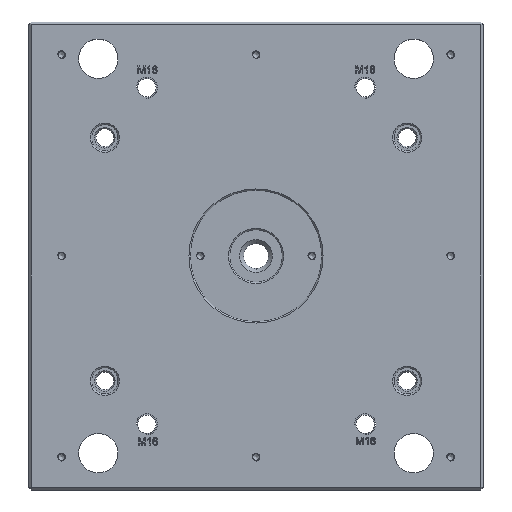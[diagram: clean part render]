
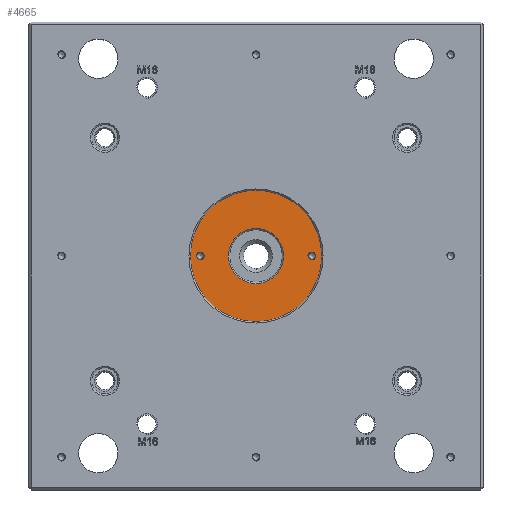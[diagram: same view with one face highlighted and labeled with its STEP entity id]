
A CAD part, top view. The second image highlights one B-rep face of the part: STEP entity #4665.
In plain terms, the highlighted planar face has unit normal (0, 0, 1).
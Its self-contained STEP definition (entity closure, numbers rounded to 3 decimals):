
#405=FACE_BOUND('',#6911,.T.);
#406=FACE_BOUND('',#6912,.T.);
#407=FACE_BOUND('',#6913,.T.);
#408=FACE_BOUND('',#6914,.T.);
#409=FACE_BOUND('',#6915,.T.);
#410=FACE_BOUND('',#6916,.T.);
#1376=LINE('',#27939,#2597);
#1378=LINE('',#27942,#2599);
#1388=LINE('',#27982,#2609);
#1390=LINE('',#27985,#2611);
#2597=VECTOR('',#21944,1.);
#2599=VECTOR('',#21948,1.);
#2609=VECTOR('',#21988,1.);
#2611=VECTOR('',#21992,1.);
#4665=ADVANCED_FACE('',(#405,#406,#407,#408,#409,#410),#5070,.F.);
#5070=PLANE('',#18611);
#6911=EDGE_LOOP('',(#11596,#11597,#11598,#11599));
#6912=EDGE_LOOP('',(#11600));
#6913=EDGE_LOOP('',(#11601));
#6914=EDGE_LOOP('',(#11602));
#6915=EDGE_LOOP('',(#11603,#11604,#11605,#11606));
#6916=EDGE_LOOP('',(#11607));
#11596=ORIENTED_EDGE('',*,*,#15325,.T.);
#11597=ORIENTED_EDGE('',*,*,#15321,.T.);
#11598=ORIENTED_EDGE('',*,*,#15323,.T.);
#11599=ORIENTED_EDGE('',*,*,#15312,.F.);
#11600=ORIENTED_EDGE('',*,*,#15347,.F.);
#11601=ORIENTED_EDGE('',*,*,#15911,.F.);
#11602=ORIENTED_EDGE('',*,*,#15348,.T.);
#11603=ORIENTED_EDGE('',*,*,#15345,.T.);
#11604=ORIENTED_EDGE('',*,*,#15341,.T.);
#11605=ORIENTED_EDGE('',*,*,#15343,.T.);
#11606=ORIENTED_EDGE('',*,*,#15332,.F.);
#11607=ORIENTED_EDGE('',*,*,#15327,.F.);
#13064=VERTEX_POINT('',#27918);
#13065=VERTEX_POINT('',#27919);
#13070=VERTEX_POINT('',#27933);
#13071=VERTEX_POINT('',#27935);
#13074=VERTEX_POINT('',#27949);
#13079=VERTEX_POINT('',#27961);
#13080=VERTEX_POINT('',#27962);
#13085=VERTEX_POINT('',#27976);
#13086=VERTEX_POINT('',#27978);
#13089=VERTEX_POINT('',#27992);
#13090=VERTEX_POINT('',#27995);
#13496=VERTEX_POINT('',#29390);
#15312=EDGE_CURVE('',#13064,#13065,#16603,.T.);
#15321=EDGE_CURVE('',#13070,#13071,#16606,.T.);
#15323=EDGE_CURVE('',#13071,#13065,#1376,.T.);
#15325=EDGE_CURVE('',#13064,#13070,#1378,.T.);
#15327=EDGE_CURVE('',#13074,#13074,#16608,.T.);
#15332=EDGE_CURVE('',#13079,#13080,#16611,.T.);
#15341=EDGE_CURVE('',#13085,#13086,#16614,.T.);
#15343=EDGE_CURVE('',#13086,#13080,#1388,.T.);
#15345=EDGE_CURVE('',#13079,#13085,#1390,.T.);
#15347=EDGE_CURVE('',#13089,#13089,#16616,.T.);
#15348=EDGE_CURVE('',#13090,#13090,#16617,.T.);
#15911=EDGE_CURVE('',#13496,#13496,#16852,.T.);
#16603=CIRCLE('',#18093,3.);
#16606=CIRCLE('',#18098,2.9);
#16608=CIRCLE('',#18104,2.5);
#16611=CIRCLE('',#18109,3.);
#16614=CIRCLE('',#18114,2.9);
#16616=CIRCLE('',#18120,2.5);
#16617=CIRCLE('',#18122,21.);
#16852=CIRCLE('',#18558,50.);
#18093=AXIS2_PLACEMENT_3D('',#27917,#21923,#21924);
#18098=AXIS2_PLACEMENT_3D('',#27936,#21939,#21940);
#18104=AXIS2_PLACEMENT_3D('',#27948,#21955,#21956);
#18109=AXIS2_PLACEMENT_3D('',#27960,#21967,#21968);
#18114=AXIS2_PLACEMENT_3D('',#27979,#21983,#21984);
#18120=AXIS2_PLACEMENT_3D('',#27991,#21999,#22000);
#18122=AXIS2_PLACEMENT_3D('',#27994,#22003,#22004);
#18558=AXIS2_PLACEMENT_3D('',#29389,#23164,#23165);
#18611=AXIS2_PLACEMENT_3D('',#29557,#23336,#23337);
#21923=DIRECTION('',(0.,0.,1.));
#21924=DIRECTION('',(-1.,0.,0.));
#21939=DIRECTION('',(0.,0.,1.));
#21940=DIRECTION('',(-1.,0.,0.));
#21944=DIRECTION('',(-1.,0.,0.));
#21948=DIRECTION('',(0.,1.,0.));
#21955=DIRECTION('',(0.,0.,1.));
#21956=DIRECTION('',(-1.,0.,0.));
#21967=DIRECTION('',(0.,0.,1.));
#21968=DIRECTION('',(-1.,0.,0.));
#21983=DIRECTION('',(0.,0.,1.));
#21984=DIRECTION('',(-1.,0.,0.));
#21988=DIRECTION('',(-1.,0.,0.));
#21992=DIRECTION('',(0.,1.,0.));
#21999=DIRECTION('',(0.,0.,1.));
#22000=DIRECTION('',(-1.,0.,0.));
#22003=DIRECTION('',(0.,0.,-1.));
#22004=DIRECTION('',(-1.,0.,0.));
#23164=DIRECTION('',(0.,0.,-1.));
#23165=DIRECTION('',(-1.,0.,0.));
#23336=DIRECTION('',(0.,0.,-1.));
#23337=DIRECTION('',(-1.,0.,0.));
#27917=CARTESIAN_POINT('',(42.5,0.,90.));
#27918=CARTESIAN_POINT('',(42.5,-3.,90.));
#27919=CARTESIAN_POINT('',(39.5,0.,90.));
#27933=CARTESIAN_POINT('',(42.5,-2.9,90.));
#27935=CARTESIAN_POINT('',(39.6,0.,90.));
#27936=CARTESIAN_POINT('',(42.5,0.,90.));
#27939=CARTESIAN_POINT('',(0.,0.,90.));
#27942=CARTESIAN_POINT('',(42.5,0.,90.));
#27948=CARTESIAN_POINT('',(42.5,0.,90.));
#27949=CARTESIAN_POINT('',(40.,0.,90.));
#27960=CARTESIAN_POINT('',(-42.5,0.,90.));
#27961=CARTESIAN_POINT('',(-42.5,-3.,90.));
#27962=CARTESIAN_POINT('',(-45.5,0.,90.));
#27976=CARTESIAN_POINT('',(-42.5,-2.9,90.));
#27978=CARTESIAN_POINT('',(-45.4,0.,90.));
#27979=CARTESIAN_POINT('',(-42.5,0.,90.));
#27982=CARTESIAN_POINT('',(0.,0.,90.));
#27985=CARTESIAN_POINT('',(-42.5,0.,90.));
#27991=CARTESIAN_POINT('',(-42.5,0.,90.));
#27992=CARTESIAN_POINT('',(-45.,0.,90.));
#27994=CARTESIAN_POINT('',(0.,0.,90.));
#27995=CARTESIAN_POINT('',(-21.,0.,90.));
#29389=CARTESIAN_POINT('',(0.,0.,90.));
#29390=CARTESIAN_POINT('',(-50.,0.,90.));
#29557=CARTESIAN_POINT('',(0.,0.,90.));
